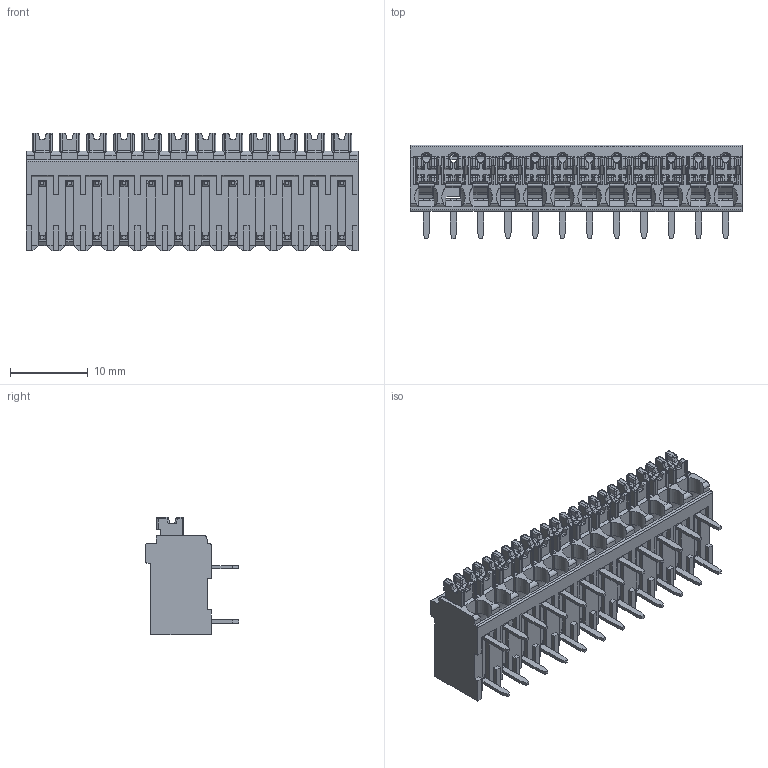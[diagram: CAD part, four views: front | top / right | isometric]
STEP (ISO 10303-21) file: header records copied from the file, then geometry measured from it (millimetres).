
FILE_DESCRIPTION(/* description */ ('Unknown'),/* implementation_level */ '2;1');
FILE_NAME(/* name */ '691410110012',/* time_stamp */ '2021-08-11T16:24:36+02:00',/* author */ ('Unknown'),/* organization */ ('Unknown'),/* preprocessor_version */ 'ST-DEVELOPER v16.7',/* originating_system */ 'Solid Edge',/* authorisation */ 'Unknown');
FILE_SCHEMA (('AUTOMOTIVE_DESIGN {1 0 10303 214 3 1 1}'));
Length unit declared in the file: millimetre
Products named in the file (5): 6914101100xx; 691410100012; 6914101100xx_SolderPin; 6914101000xx_SpringClamp; 6914101000xx_Lever
Assembly tree (37 placements, depth 2):
  6914101100xx
    691410100012
    6914101100xx_SolderPin  x12
    6914101000xx_SpringClamp  x12
    6914101000xx_Lever  x12
Bounding box: 42.7 x 12 x 15.1 mm (x, y, z)
Volume: 2190.2 mm3; surface area: 8271 mm2
Topology: 37 solids, 37 shells, 4093 faces, 11179 edges, 6931 vertices
Faces by surface type: plane 2513, cylinder 1147, sphere 193, bspline 168, torus 48, cone 24
Entity records: 41633 total; most frequent: CARTESIAN_POINT 8103, ORIENTED_EDGE 7210, DIRECTION 6574, EDGE_CURVE 3605, LINE 3060, VECTOR 3060, VERTEX_POINT 2289, AXIS2_PLACEMENT_3D 1757
